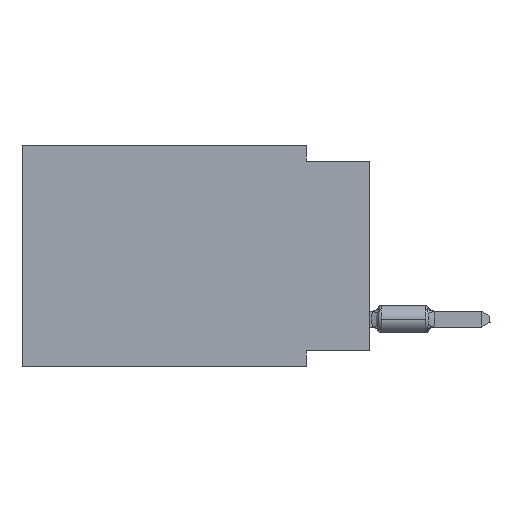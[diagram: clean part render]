
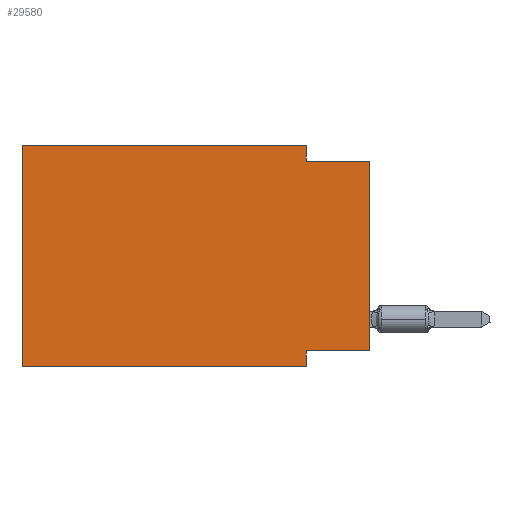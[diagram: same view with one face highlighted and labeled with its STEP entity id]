
A CAD part, left-side view. The second image highlights one B-rep face of the part: STEP entity #29580.
In plain terms, the highlighted planar face has unit normal (-1, 0, 0).
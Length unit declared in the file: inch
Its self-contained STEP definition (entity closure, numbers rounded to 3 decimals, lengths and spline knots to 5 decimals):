
#1293 = CARTESIAN_POINT ( 'NONE',  ( 0., 0., -0.325 ) ) ;
#1987 = AXIS2_PLACEMENT_3D ( 'NONE', #33424, #15445, #12469 ) ;
#2884 = EDGE_CURVE ( 'NONE', #23546, #8157, #17503, .T. ) ;
#3829 = ORIENTED_EDGE ( 'NONE', *, *, #29419, .F. ) ;
#4112 = CARTESIAN_POINT ( 'NONE',  ( 0., 0., -0.325 ) ) ;
#4797 = ORIENTED_EDGE ( 'NONE', *, *, #5801, .T. ) ;
#5453 = DIRECTION ( 'NONE',  ( 0., -1., 0. ) ) ;
#5801 = EDGE_CURVE ( 'NONE', #23479, #8157, #17483, .T. ) ;
#5990 = CARTESIAN_POINT ( 'NONE',  ( 0., 0.1, -0.025 ) ) ;
#7200 = LINE ( 'NONE', #33877, #12299 ) ;
#7397 = DIRECTION ( 'NONE',  ( 0., -1., 0. ) ) ;
#8157 = VERTEX_POINT ( 'NONE', #31910 ) ;
#8640 = VERTEX_POINT ( 'NONE', #32049 ) ;
#9300 = FACE_OUTER_BOUND ( 'NONE', #21742, .T. ) ;
#9501 = PLANE ( 'NONE',  #1987 ) ;
#9515 = VERTEX_POINT ( 'NONE', #33080 ) ;
#10204 = VECTOR ( 'NONE', #13140, 39.37008 ) ;
#10835 = VECTOR ( 'NONE', #11707, 39.37008 ) ;
#11604 = CARTESIAN_POINT ( 'NONE',  ( 0., 0.1, -0.35 ) ) ;
#11707 = DIRECTION ( 'NONE',  ( 0., 0., -1. ) ) ;
#11914 = EDGE_CURVE ( 'NONE', #20526, #8640, #28355, .T. ) ;
#12258 = ORIENTED_EDGE ( 'NONE', *, *, #35548, .F. ) ;
#12299 = VECTOR ( 'NONE', #32225, 39.37008 ) ;
#12469 = DIRECTION ( 'NONE',  ( 0., 0., -1. ) ) ;
#12917 = EDGE_CURVE ( 'NONE', #28399, #9515, #19618, .T. ) ;
#13140 = DIRECTION ( 'NONE',  ( 0., 1., 0. ) ) ;
#13699 = DIRECTION ( 'NONE',  ( 0., -1., 0. ) ) ;
#15445 = DIRECTION ( 'NONE',  ( 1., 0., 0. ) ) ;
#15949 = ORIENTED_EDGE ( 'NONE', *, *, #2884, .F. ) ;
#16068 = CARTESIAN_POINT ( 'NONE',  ( 0., 0.1, -0.325 ) ) ;
#16293 = LINE ( 'NONE', #1293, #10204 ) ;
#17483 = LINE ( 'NONE', #23048, #27183 ) ;
#17503 = LINE ( 'NONE', #11604, #18721 ) ;
#18187 = LINE ( 'NONE', #29482, #10835 ) ;
#18721 = VECTOR ( 'NONE', #27730, 39.37008 ) ;
#19419 = CARTESIAN_POINT ( 'NONE',  ( 0., 0.55, 0. ) ) ;
#19580 = ORIENTED_EDGE ( 'NONE', *, *, #11914, .F. ) ;
#19618 = LINE ( 'NONE', #19419, #36035 ) ;
#20167 = LINE ( 'NONE', #29659, #35848 ) ;
#20526 = VERTEX_POINT ( 'NONE', #5990 ) ;
#21356 = CARTESIAN_POINT ( 'NONE',  ( 0., 0.55, 0. ) ) ;
#21742 = EDGE_LOOP ( 'NONE', ( #30229, #19580, #3829, #24220, #12258, #4797, #15949, #26885 ) ) ;
#21951 = EDGE_CURVE ( 'NONE', #38985, #23546, #16293, .T. ) ;
#23048 = CARTESIAN_POINT ( 'NONE',  ( 0., 0.55, -0.35 ) ) ;
#23479 = VERTEX_POINT ( 'NONE', #27926 ) ;
#23546 = VERTEX_POINT ( 'NONE', #16068 ) ;
#23996 = VECTOR ( 'NONE', #7397, 39.37008 ) ;
#24220 = ORIENTED_EDGE ( 'NONE', *, *, #12917, .F. ) ;
#24280 = EDGE_CURVE ( 'NONE', #38985, #8640, #20167, .T. ) ;
#26885 = ORIENTED_EDGE ( 'NONE', *, *, #21951, .F. ) ;
#27183 = VECTOR ( 'NONE', #5453, 39.37008 ) ;
#27730 = DIRECTION ( 'NONE',  ( 0., 0., -1. ) ) ;
#27926 = CARTESIAN_POINT ( 'NONE',  ( 0., 0.55, -0.35 ) ) ;
#28355 = LINE ( 'NONE', #36848, #23996 ) ;
#28399 = VERTEX_POINT ( 'NONE', #21356 ) ;
#29419 = EDGE_CURVE ( 'NONE', #9515, #20526, #18187, .T. ) ;
#29482 = CARTESIAN_POINT ( 'NONE',  ( 0., 0.1, 0. ) ) ;
#29580 = ADVANCED_FACE ( 'NONE', ( #9300 ), #9501, .F. ) ;
#29659 = CARTESIAN_POINT ( 'NONE',  ( 0., 0., 0. ) ) ;
#30229 = ORIENTED_EDGE ( 'NONE', *, *, #24280, .T. ) ;
#31910 = CARTESIAN_POINT ( 'NONE',  ( 0., 0.1, -0.35 ) ) ;
#32049 = CARTESIAN_POINT ( 'NONE',  ( 0., 0., -0.025 ) ) ;
#32225 = DIRECTION ( 'NONE',  ( 0., 0., 1. ) ) ;
#32631 = DIRECTION ( 'NONE',  ( 0., 0., 1. ) ) ;
#33080 = CARTESIAN_POINT ( 'NONE',  ( 0., 0.1, 0. ) ) ;
#33424 = CARTESIAN_POINT ( 'NONE',  ( 0., 0.55, 0. ) ) ;
#33877 = CARTESIAN_POINT ( 'NONE',  ( 0., 0.55, 0. ) ) ;
#35548 = EDGE_CURVE ( 'NONE', #23479, #28399, #7200, .T. ) ;
#35848 = VECTOR ( 'NONE', #32631, 39.37008 ) ;
#36035 = VECTOR ( 'NONE', #13699, 39.37008 ) ;
#36848 = CARTESIAN_POINT ( 'NONE',  ( 0., 0., -0.025 ) ) ;
#38985 = VERTEX_POINT ( 'NONE', #4112 ) ;
